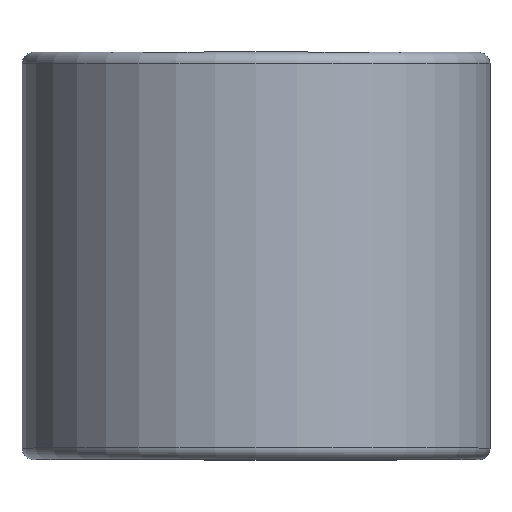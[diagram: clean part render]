
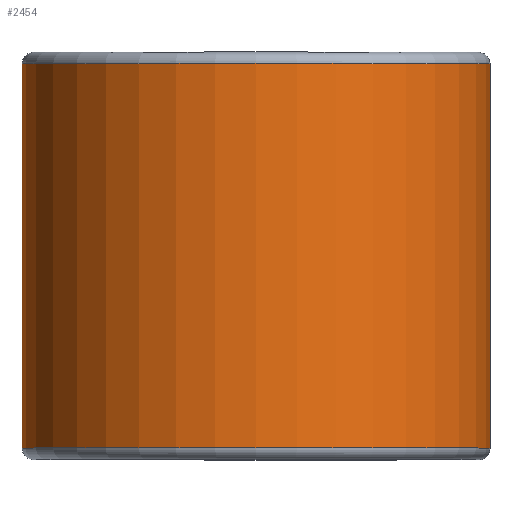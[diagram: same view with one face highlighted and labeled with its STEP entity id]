
A CAD part, top view. The second image highlights one B-rep face of the part: STEP entity #2454.
In plain terms, the highlighted cylindrical face has radius 15.507 mm (diameter 31.013 mm), a partial arc.
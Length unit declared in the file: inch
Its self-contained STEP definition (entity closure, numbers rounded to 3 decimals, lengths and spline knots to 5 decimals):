
#48 = DIRECTION ( 'NONE',  ( 0., 1., 0. ) ) ;
#131 = EDGE_CURVE ( 'NONE', #1792, #2231, #829, .T. ) ;
#133 = CARTESIAN_POINT ( 'NONE',  ( 0.6105, 0.50125, 0. ) ) ;
#171 = CARTESIAN_POINT ( 'NONE',  ( 0., 0.50125, -0.6105 ) ) ;
#179 = CARTESIAN_POINT ( 'NONE',  ( 0., 0.50125, -0.6105 ) ) ;
#217 = EDGE_CURVE ( 'NONE', #1475, #1792, #2238, .T. ) ;
#237 = EDGE_CURVE ( 'NONE', #1475, #434, #928, .T. ) ;
#240 = EDGE_CURVE ( 'NONE', #434, #2231, #1258, .T. ) ;
#261 = CARTESIAN_POINT ( 'NONE',  ( 0.6105, -0.50125, 0. ) ) ;
#355 = AXIS2_PLACEMENT_3D ( 'NONE', #2449, #548, #1860 ) ;
#434 = VERTEX_POINT ( 'NONE', #1372 ) ;
#446 = ORIENTED_EDGE ( 'NONE', *, *, #131, .F. ) ;
#548 = DIRECTION ( 'NONE',  ( 0., -1., 0. ) ) ;
#823 = FACE_OUTER_BOUND ( 'NONE', #1159, .T. ) ;
#829 = LINE ( 'NONE', #171, #1433 ) ;
#901 = CYLINDRICAL_SURFACE ( 'NONE', #1052, 0.6105 ) ;
#928 = LINE ( 'NONE', #133, #1206 ) ;
#970 = DIRECTION ( 'NONE',  ( 0., -1., 0. ) ) ;
#978 = DIRECTION ( 'NONE',  ( 0., 0., -1. ) ) ;
#1025 = AXIS2_PLACEMENT_3D ( 'NONE', #1663, #1673, #1848 ) ;
#1052 = AXIS2_PLACEMENT_3D ( 'NONE', #1359, #970, #978 ) ;
#1159 = EDGE_LOOP ( 'NONE', ( #2460, #1659, #446, #2064 ) ) ;
#1206 = VECTOR ( 'NONE', #1854, 39.37008 ) ;
#1258 = CIRCLE ( 'NONE', #355, 0.6105 ) ;
#1359 = CARTESIAN_POINT ( 'NONE',  ( 0., 0.5, 0. ) ) ;
#1372 = CARTESIAN_POINT ( 'NONE',  ( 0.6105, 0.50125, 0. ) ) ;
#1383 = CARTESIAN_POINT ( 'NONE',  ( 0., -0.50125, -0.6105 ) ) ;
#1433 = VECTOR ( 'NONE', #48, 39.37008 ) ;
#1475 = VERTEX_POINT ( 'NONE', #261 ) ;
#1659 = ORIENTED_EDGE ( 'NONE', *, *, #240, .T. ) ;
#1663 = CARTESIAN_POINT ( 'NONE',  ( 0., -0.50125, 0. ) ) ;
#1673 = DIRECTION ( 'NONE',  ( 0., -1., 0. ) ) ;
#1792 = VERTEX_POINT ( 'NONE', #1383 ) ;
#1848 = DIRECTION ( 'NONE',  ( 0., 0., -1. ) ) ;
#1854 = DIRECTION ( 'NONE',  ( 0., 1., 0. ) ) ;
#1860 = DIRECTION ( 'NONE',  ( 0., 0., -1. ) ) ;
#2064 = ORIENTED_EDGE ( 'NONE', *, *, #217, .F. ) ;
#2231 = VERTEX_POINT ( 'NONE', #179 ) ;
#2238 = CIRCLE ( 'NONE', #1025, 0.6105 ) ;
#2449 = CARTESIAN_POINT ( 'NONE',  ( 0., 0.50125, 0. ) ) ;
#2454 = ADVANCED_FACE ( 'NONE', ( #823 ), #901, .T. ) ;
#2460 = ORIENTED_EDGE ( 'NONE', *, *, #237, .T. ) ;
